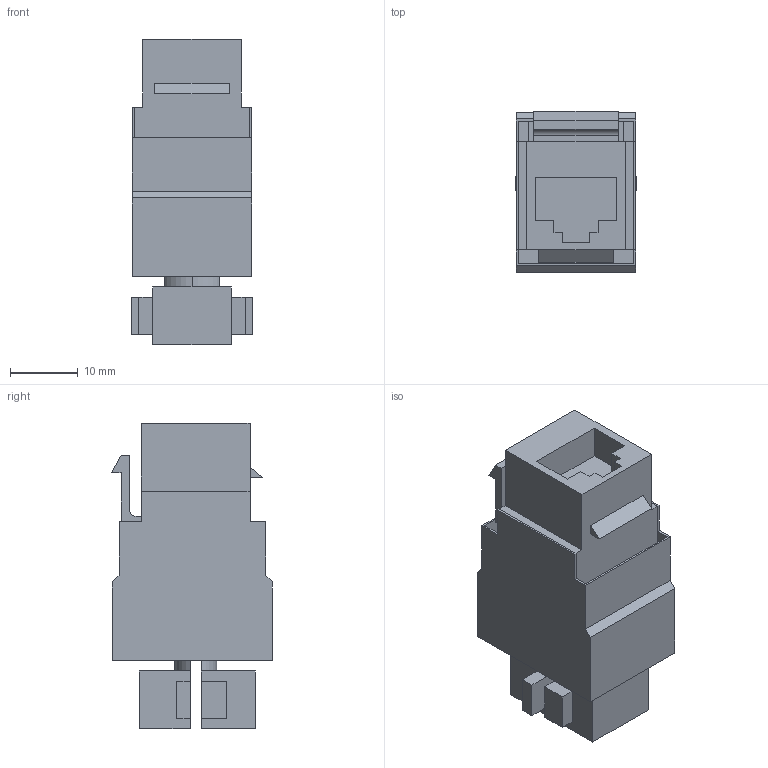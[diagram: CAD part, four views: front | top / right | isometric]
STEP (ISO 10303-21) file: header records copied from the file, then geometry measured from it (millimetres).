
FILE_DESCRIPTION (( 'STEP AP203' ), '1' );
FILE_NAME ('CS1-1C5EF-D2 ITK Ìîäóëü Keystone Jack êàò.5E FTP, IDC Dual, âåðò. çàä..STEP', '2016-09-29T06:36:26', ( '' ), ( '' ), 'SwSTEP 2.0', 'SolidWorks 2014', '' );
FILE_SCHEMA (( 'CONFIG_CONTROL_DESIGN' ));
Length unit declared in the file: millimetre
Products named in the file (2): CS1-1C5EF-D2 ITK Ìîäóëü Keystone Jack êàò.5E FTP, IDC Dual, âåðò. çàä.
Bounding box: 17.8 x 23.7 x 45 mm (x, y, z)
Volume: 10604.2 mm3; surface area: 10661.2 mm2
Topology: 3 solids, 3 shells, 160 faces, 456 edges, 304 vertices
Faces by surface type: plane 148, cylinder 12
Entity records: 5283 total; most frequent: CARTESIAN_POINT 922, ORIENTED_EDGE 912, DIRECTION 808, EDGE_CURVE 456, VECTOR 428, LINE 428, VERTEX_POINT 304, AXIS2_PLACEMENT_3D 190
